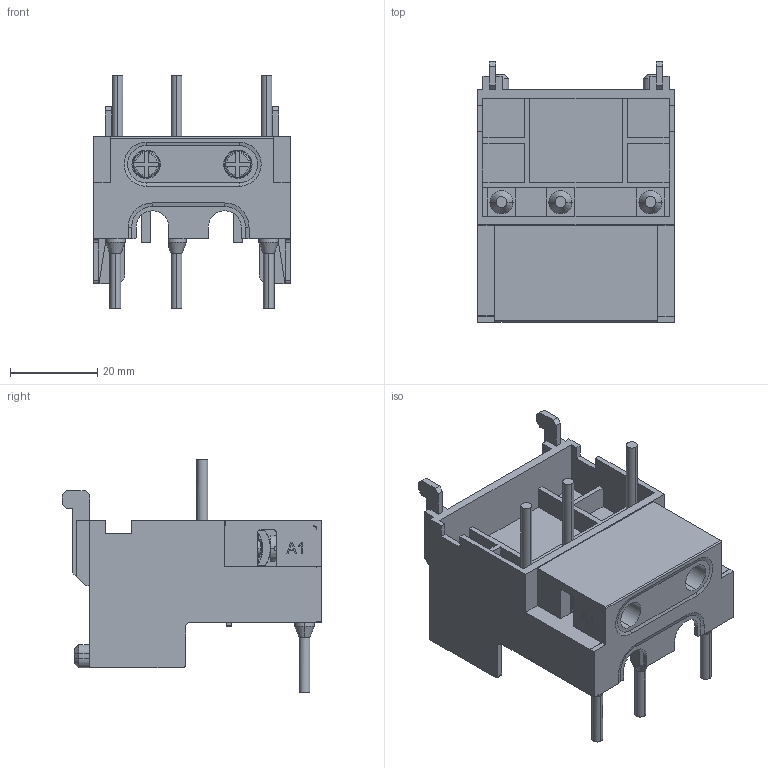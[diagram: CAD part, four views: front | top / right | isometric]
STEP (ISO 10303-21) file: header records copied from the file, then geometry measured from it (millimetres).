
FILE_DESCRIPTION((''),'2;1');
FILE_NAME('5135003900_SW0001','2025-07-07T',('li.xiao'),(''),'PRO/ENGINEER BY PARAMETRIC TECHNOLOGY CORPORATION, 2017170','PRO/ENGINEER BY PARAMETRIC TECHNOLOGY CORPORATION, 2017170','');
FILE_SCHEMA(('CONFIG_CONTROL_DESIGN'));
Length unit declared in the file: millimetre
Products named in the file (1): 5135003900_SW0001
Bounding box: 45 x 59.5 x 53.4 mm (x, y, z)
Volume: 20965 mm3; surface area: 21412.7 mm2
Topology: 1 solids, 2 shells, 898 faces, 2539 edges, 1604 vertices
Faces by surface type: plane 594, cylinder 179, cone 40, torus 31, bspline 28, extrusion 26
Entity records: 32628 total; most frequent: CARTESIAN_POINT 9476, ORIENTED_EDGE 5074, DIRECTION 4469, EDGE_CURVE 2537, VECTOR 1895, LINE 1869, VERTEX_POINT 1603, AXIS2_PLACEMENT_3D 1287
